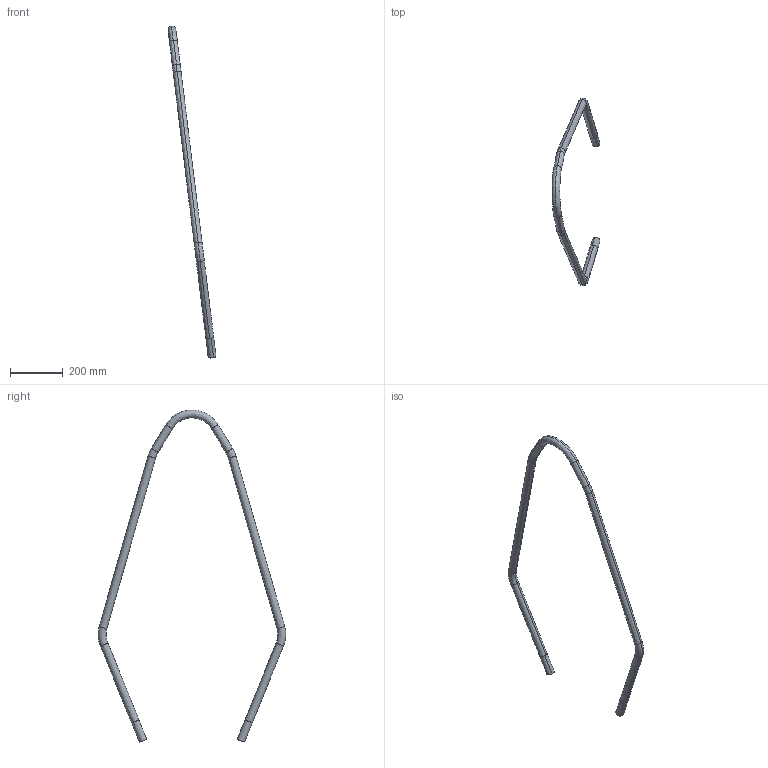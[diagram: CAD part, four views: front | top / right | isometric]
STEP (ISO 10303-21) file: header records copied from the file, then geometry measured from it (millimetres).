
FILE_DESCRIPTION(('CATIA V5 STEP Exchange'),'2;1');
FILE_NAME('Main_Hoop_Invictus.stp','2019-12-04T15:07:57+00:00',('none'),('none'),'CATIA Version 5 Release 19 SP 2 (IN-10)','CATIA V5 STEP AP203','none');
FILE_SCHEMA(('CONFIG_CONTROL_DESIGN'));
Length unit declared in the file: millimetre
Products named in the file (1): Main Hoop
Bounding box: 181.49 x 709.67 x 1255.68 mm (x, y, z)
Surface area: 258635.2 mm2 (no closed solid volume)
Topology: 0 solids, 1 shells, 26 faces, 78 edges, 52 vertices
Faces by surface type: bspline 26
Entity records: 1908 total; most frequent: CARTESIAN_POINT 1499, ORIENTED_EDGE 152, EDGE_CURVE 78, VERTEX_POINT 52, ADVANCED_FACE 26, EDGE_LOOP 26, FACE_OUTER_BOUND 26, CC_DESIGN_PERSON_AND_ORGANIZATION_ASSIGNMENT 4
